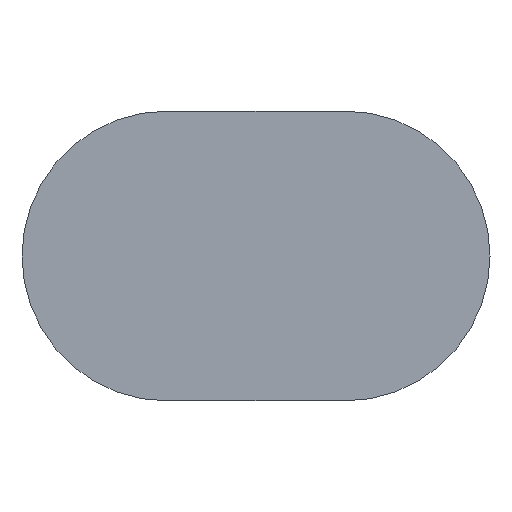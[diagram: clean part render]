
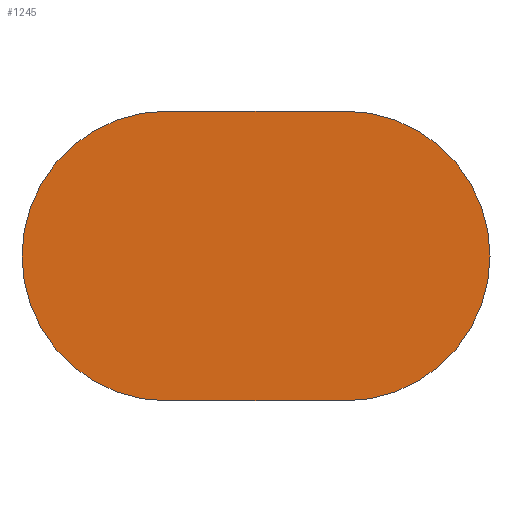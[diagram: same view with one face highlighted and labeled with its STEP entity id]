
A CAD part, front view. The second image highlights one B-rep face of the part: STEP entity #1245.
In plain terms, the highlighted planar face has unit normal (0, -1, 0).
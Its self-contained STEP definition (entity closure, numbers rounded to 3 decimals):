
#19 = VECTOR ( 'NONE', #2044, 1000. ) ;
#37 = VERTEX_POINT ( 'NONE', #2259 ) ;
#38 = CARTESIAN_POINT ( 'NONE',  ( 0., 0., -3.25 ) ) ;
#104 = DIRECTION ( 'NONE',  ( 0., -1., 0. ) ) ;
#173 = VECTOR ( 'NONE', #794, 1000. ) ;
#219 = AXIS2_PLACEMENT_3D ( 'NONE', #267, #1365, #623 ) ;
#260 = AXIS2_PLACEMENT_3D ( 'NONE', #1244, #278, #1618 ) ;
#267 = CARTESIAN_POINT ( 'NONE',  ( 4., 0., 0. ) ) ;
#278 = DIRECTION ( 'NONE',  ( 0., 1., 0. ) ) ;
#288 = EDGE_CURVE ( 'NONE', #2083, #2405, #1934, .T. ) ;
#591 = LINE ( 'NONE', #1671, #19 ) ;
#594 = EDGE_CURVE ( 'NONE', #862, #37, #591, .T. ) ;
#623 = DIRECTION ( 'NONE',  ( 0., 0., -1. ) ) ;
#667 = DIRECTION ( 'NONE',  ( 0., 0., -1. ) ) ;
#689 = CARTESIAN_POINT ( 'NONE',  ( 4., 0., 3.25 ) ) ;
#788 = CARTESIAN_POINT ( 'NONE',  ( 0., 0., -3.25 ) ) ;
#794 = DIRECTION ( 'NONE',  ( 1., 0., 0. ) ) ;
#845 = ORIENTED_EDGE ( 'NONE', *, *, #2159, .T. ) ;
#862 = VERTEX_POINT ( 'NONE', #689 ) ;
#1073 = FACE_OUTER_BOUND ( 'NONE', #1218, .T. ) ;
#1179 = ORIENTED_EDGE ( 'NONE', *, *, #594, .T. ) ;
#1218 = EDGE_LOOP ( 'NONE', ( #845, #2296, #2342, #1179 ) ) ;
#1244 = CARTESIAN_POINT ( 'NONE',  ( 0., 0., 0. ) ) ;
#1245 = ADVANCED_FACE ( 'NONE', ( #1073 ), #1424, .F. ) ;
#1292 = CIRCLE ( 'NONE', #219, 3.25 ) ;
#1365 = DIRECTION ( 'NONE',  ( 0., -1., 0. ) ) ;
#1424 = PLANE ( 'NONE',  #260 ) ;
#1446 = CARTESIAN_POINT ( 'NONE',  ( 4., 0., -3.25 ) ) ;
#1618 = DIRECTION ( 'NONE',  ( 0., 0., 1. ) ) ;
#1671 = CARTESIAN_POINT ( 'NONE',  ( 0., 0., 3.25 ) ) ;
#1752 = CIRCLE ( 'NONE', #2190, 3.25 ) ;
#1791 = CARTESIAN_POINT ( 'NONE',  ( 0., 0., 0. ) ) ;
#1934 = LINE ( 'NONE', #38, #173 ) ;
#2044 = DIRECTION ( 'NONE',  ( -1., 0., 0. ) ) ;
#2083 = VERTEX_POINT ( 'NONE', #788 ) ;
#2159 = EDGE_CURVE ( 'NONE', #37, #2083, #1752, .T. ) ;
#2190 = AXIS2_PLACEMENT_3D ( 'NONE', #1791, #104, #667 ) ;
#2259 = CARTESIAN_POINT ( 'NONE',  ( 0., 0., 3.25 ) ) ;
#2296 = ORIENTED_EDGE ( 'NONE', *, *, #288, .T. ) ;
#2342 = ORIENTED_EDGE ( 'NONE', *, *, #2369, .T. ) ;
#2369 = EDGE_CURVE ( 'NONE', #2405, #862, #1292, .T. ) ;
#2405 = VERTEX_POINT ( 'NONE', #1446 ) ;
